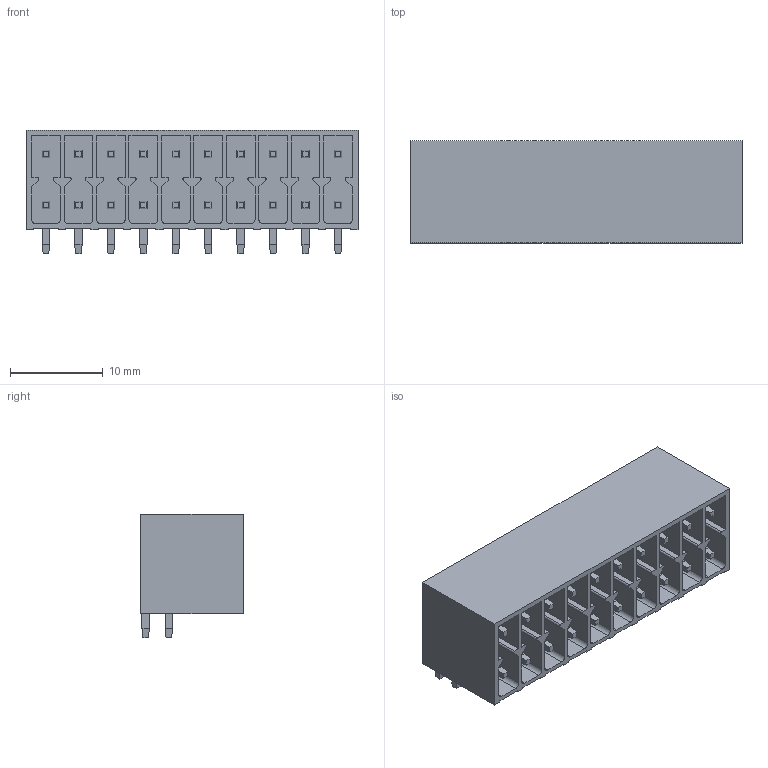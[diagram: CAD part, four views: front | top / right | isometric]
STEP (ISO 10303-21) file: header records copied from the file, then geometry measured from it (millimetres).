
FILE_DESCRIPTION (( 'STEP AP214' ), '1' );
FILE_NAME ('KF2EDGSR-3.5-2x10.STEP', '2022-11-29T09:08:29', ( '' ), ( '' ), 'SwSTEP 2.0', 'SolidWorks 2022', '' );
FILE_SCHEMA (( 'AUTOMOTIVE_DESIGN' ));
Length unit declared in the file: millimetre
Products named in the file (1): KF2EDGSR-3.5-2x10
Bounding box: 35.8 x 11 x 13.3 mm (x, y, z)
Volume: 2564.9 mm3; surface area: 3926.8 mm2
Topology: 1 solids, 1 shells, 556 faces, 1352 edges, 848 vertices
Faces by surface type: plane 516, cylinder 40
Entity records: 19790 total; most frequent: CARTESIAN_POINT 2757, ORIENTED_EDGE 2704, DIRECTION 2546, EDGE_CURVE 1352, VECTOR 1272, LINE 1272, VERTEX_POINT 848, AXIS2_PLACEMENT_3D 637
